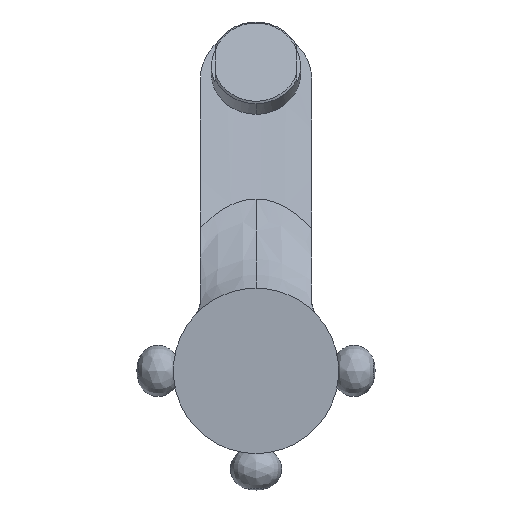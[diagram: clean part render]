
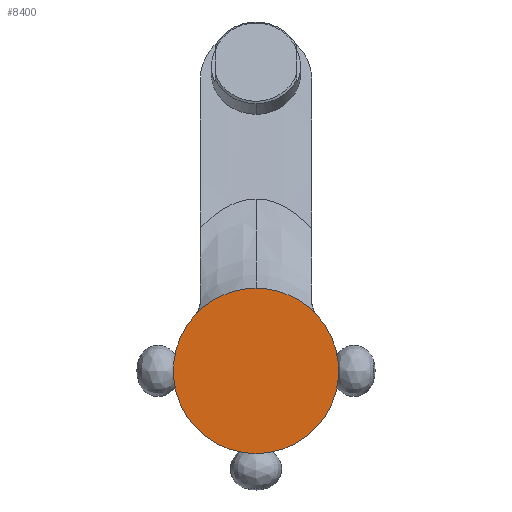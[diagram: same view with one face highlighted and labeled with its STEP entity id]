
A CAD part, front view. The second image highlights one B-rep face of the part: STEP entity #8400.
In plain terms, the highlighted planar face has unit normal (0, -1, 0).
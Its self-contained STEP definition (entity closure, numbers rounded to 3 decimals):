
#30=CARTESIAN_POINT('',(16.328,0.,15.115));
#31=CARTESIAN_POINT('',(15.29,0.,16.236));
#32=CARTESIAN_POINT('',(12.977,0.,18.268));
#33=CARTESIAN_POINT('',(8.97,0.,20.534));
#34=CARTESIAN_POINT('',(4.582,0.,21.934));
#35=CARTESIAN_POINT('',(1.527,0.,22.25));
#36=CARTESIAN_POINT('',(0.,0.,22.25));
#44=CARTESIAN_POINT('',(0.,0.,22.25));
#293=CARTESIAN_POINT('',(0.,0.,22.25));
#294=CARTESIAN_POINT('',(-1.527,0.,22.25));
#295=CARTESIAN_POINT('',(-4.582,0.,21.934));
#296=CARTESIAN_POINT('',(-8.97,0.,
20.534));
#297=CARTESIAN_POINT('',(-12.977,0.,18.268));
#298=CARTESIAN_POINT('',(-15.29,0.,
16.236));
#299=CARTESIAN_POINT('',(-16.328,0.,
15.115));
#355=CARTESIAN_POINT('',(-16.328,0.,
15.115));
#357=CARTESIAN_POINT('',(0.,0.,0.));
#358=DIRECTION('',(0.,1.,0.));
#359=DIRECTION('',(0.,0.,-1.));
#360=AXIS2_PLACEMENT_3D('',#357,#358,#359);
#438=CARTESIAN_POINT('',(0.,0.,0.));
#439=DIRECTION('',(0.,-1.,0.));
#440=DIRECTION('',(0.,0.,-1.));
#441=AXIS2_PLACEMENT_3D('',#438,#439,#440);
#452=CARTESIAN_POINT('',(16.328,0.,15.115));
#7082=CARTESIAN_POINT('',(0.,0.,-22.25));
#7084=VERTEX_POINT('',#7082);
#7091=VERTEX_POINT('',#44);
#7101=VERTEX_POINT('',#452);
#7103=VERTEX_POINT('',#355);
#8385=CARTESIAN_POINT('',(0.,0.,0.));
#8386=DIRECTION('',(0.,-1.,0.));
#8387=DIRECTION('',(0.,0.,1.));
#8388=AXIS2_PLACEMENT_3D('',#8385,#8386,#8387);
#8389=PLANE('',#8388);
#8391=ORIENTED_EDGE('',*,*,#8390,.F.);
#8393=ORIENTED_EDGE('',*,*,#8392,.F.);
#8395=ORIENTED_EDGE('',*,*,#8394,.T.);
#8397=ORIENTED_EDGE('',*,*,#8396,.F.);
#8398=EDGE_LOOP('',(#8391,#8393,#8395,#8397));
#8399=FACE_OUTER_BOUND('',#8398,.F.);
#8400=ADVANCED_FACE('',(#8399),#8389,.T.);
#37=B_SPLINE_CURVE_WITH_KNOTS('',3,(#30,#31,#32,#33,#34,#35,#36),.UNSPECIFIED.,
.F.,.F.,(4,1,1,1,4),(0.,0.25,0.5,0.75,1.),.UNSPECIFIED.);
#300=B_SPLINE_CURVE_WITH_KNOTS('',3,(#293,#294,#295,#296,#297,#298,#299),
.UNSPECIFIED.,.F.,.F.,(4,1,1,1,4),(0.,0.25,0.5,0.75,1.),
.UNSPECIFIED.);
#361=CIRCLE('',#360,22.25);
#442=CIRCLE('',#441,22.25);
#8390=EDGE_CURVE('',#7101,#7091,#37,.T.);
#8392=EDGE_CURVE('',#7084,#7101,#442,.T.);
#8394=EDGE_CURVE('',#7084,#7103,#361,.T.);
#8396=EDGE_CURVE('',#7091,#7103,#300,.T.);
